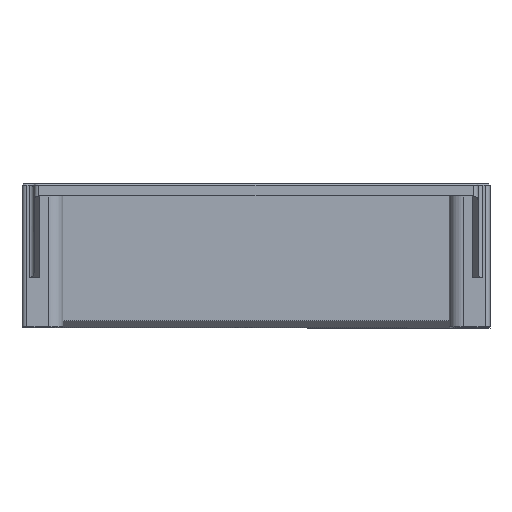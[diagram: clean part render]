
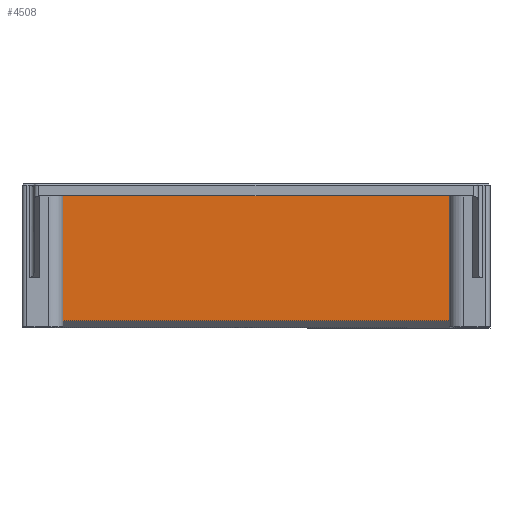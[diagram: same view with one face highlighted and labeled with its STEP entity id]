
A CAD part, front view. The second image highlights one B-rep face of the part: STEP entity #4508.
In plain terms, the highlighted planar face has unit normal (0, -1, 0).
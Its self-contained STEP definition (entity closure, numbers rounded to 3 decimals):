
#302 = VERTEX_POINT ( 'NONE', #905 ) ;
#329 = LINE ( 'NONE', #3815, #2457 ) ;
#418 = AXIS2_PLACEMENT_3D ( 'NONE', #898, #518, #3624 ) ;
#518 = DIRECTION ( 'NONE',  ( 0., -1., 0. ) ) ;
#544 = EDGE_CURVE ( 'NONE', #3377, #1191, #1133, .T. ) ;
#575 = LINE ( 'NONE', #2550, #3292 ) ;
#582 = ORIENTED_EDGE ( 'NONE', *, *, #1713, .T. ) ;
#601 = DIRECTION ( 'NONE',  ( 0., 0., 1. ) ) ;
#671 = VECTOR ( 'NONE', #3974, 1000. ) ;
#707 = CARTESIAN_POINT ( 'NONE',  ( 0., 18.5, 9. ) ) ;
#823 = EDGE_CURVE ( 'NONE', #3017, #1631, #4982, .T. ) ;
#898 = CARTESIAN_POINT ( 'NONE',  ( 0., 18.5, 0. ) ) ;
#905 = CARTESIAN_POINT ( 'NONE',  ( -54., 18.5, 9. ) ) ;
#1013 = EDGE_CURVE ( 'NONE', #1631, #4869, #1168, .T. ) ;
#1133 = LINE ( 'NONE', #707, #3441 ) ;
#1163 = EDGE_CURVE ( 'NONE', #302, #3017, #3204, .T. ) ;
#1168 = LINE ( 'NONE', #4636, #3851 ) ;
#1191 = VERTEX_POINT ( 'NONE', #2116 ) ;
#1301 = LINE ( 'NONE', #4476, #671 ) ;
#1475 = CARTESIAN_POINT ( 'NONE',  ( -57.5, 18.5, 9. ) ) ;
#1487 = ORIENTED_EDGE ( 'NONE', *, *, #4681, .T. ) ;
#1631 = VERTEX_POINT ( 'NONE', #2442 ) ;
#1656 = ORIENTED_EDGE ( 'NONE', *, *, #5035, .T. ) ;
#1713 = EDGE_CURVE ( 'NONE', #4869, #3377, #575, .T. ) ;
#1933 = DIRECTION ( 'NONE',  ( 1., 0., 0. ) ) ;
#2048 = ORIENTED_EDGE ( 'NONE', *, *, #544, .T. ) ;
#2116 = CARTESIAN_POINT ( 'NONE',  ( 36.5, 18.5, 9. ) ) ;
#2203 = DIRECTION ( 'NONE',  ( 0., 0., -1. ) ) ;
#2278 = CARTESIAN_POINT ( 'NONE',  ( -54., 18.5, 27.5 ) ) ;
#2400 = VECTOR ( 'NONE', #4350, 1000. ) ;
#2442 = CARTESIAN_POINT ( 'NONE',  ( -57.5, 18.5, 1.5 ) ) ;
#2457 = VECTOR ( 'NONE', #4540, 1000. ) ;
#2550 = CARTESIAN_POINT ( 'NONE',  ( 40., 18.5, 0. ) ) ;
#2808 = CARTESIAN_POINT ( 'NONE',  ( 0., 18.5, 9. ) ) ;
#2963 = VECTOR ( 'NONE', #3189, 1000. ) ;
#3017 = VERTEX_POINT ( 'NONE', #3085 ) ;
#3085 = CARTESIAN_POINT ( 'NONE',  ( -57.5, 18.5, 9. ) ) ;
#3095 = CARTESIAN_POINT ( 'NONE',  ( 40., 18.5, 1.5 ) ) ;
#3189 = DIRECTION ( 'NONE',  ( 0., 0., 1. ) ) ;
#3204 = LINE ( 'NONE', #2808, #2400 ) ;
#3292 = VECTOR ( 'NONE', #601, 1000. ) ;
#3377 = VERTEX_POINT ( 'NONE', #3977 ) ;
#3441 = VECTOR ( 'NONE', #4243, 1000. ) ;
#3460 = EDGE_LOOP ( 'NONE', ( #4822, #4640, #582, #2048, #1656, #1487, #3985, #4765 ) ) ;
#3568 = LINE ( 'NONE', #4388, #2963 ) ;
#3624 = DIRECTION ( 'NONE',  ( 0., 0., -1. ) ) ;
#3815 = CARTESIAN_POINT ( 'NONE',  ( -54., 18.5, -9. ) ) ;
#3839 = VERTEX_POINT ( 'NONE', #2278 ) ;
#3842 = EDGE_CURVE ( 'NONE', #302, #3839, #329, .T. ) ;
#3851 = VECTOR ( 'NONE', #1933, 1000. ) ;
#3974 = DIRECTION ( 'NONE',  ( -1., 0., 0. ) ) ;
#3977 = CARTESIAN_POINT ( 'NONE',  ( 40., 18.5, 9. ) ) ;
#3985 = ORIENTED_EDGE ( 'NONE', *, *, #3842, .F. ) ;
#4091 = VECTOR ( 'NONE', #2203, 1000. ) ;
#4112 = CARTESIAN_POINT ( 'NONE',  ( 36.5, 18.5, 27.5 ) ) ;
#4243 = DIRECTION ( 'NONE',  ( -1., 0., 0. ) ) ;
#4350 = DIRECTION ( 'NONE',  ( -1., 0., 0. ) ) ;
#4388 = CARTESIAN_POINT ( 'NONE',  ( 36.5, 18.5, 9. ) ) ;
#4389 = FACE_OUTER_BOUND ( 'NONE', #3460, .T. ) ;
#4476 = CARTESIAN_POINT ( 'NONE',  ( 36.5, 18.5, 27.5 ) ) ;
#4508 = ADVANCED_FACE ( 'NONE', ( #4389 ), #4854, .T. ) ;
#4540 = DIRECTION ( 'NONE',  ( 0., 0., 1. ) ) ;
#4636 = CARTESIAN_POINT ( 'NONE',  ( 0., 18.5, 1.5 ) ) ;
#4640 = ORIENTED_EDGE ( 'NONE', *, *, #1013, .T. ) ;
#4681 = EDGE_CURVE ( 'NONE', #4848, #3839, #1301, .T. ) ;
#4765 = ORIENTED_EDGE ( 'NONE', *, *, #1163, .T. ) ;
#4822 = ORIENTED_EDGE ( 'NONE', *, *, #823, .T. ) ;
#4848 = VERTEX_POINT ( 'NONE', #4112 ) ;
#4854 = PLANE ( 'NONE',  #418 ) ;
#4869 = VERTEX_POINT ( 'NONE', #3095 ) ;
#4982 = LINE ( 'NONE', #1475, #4091 ) ;
#5035 = EDGE_CURVE ( 'NONE', #1191, #4848, #3568, .T. ) ;
